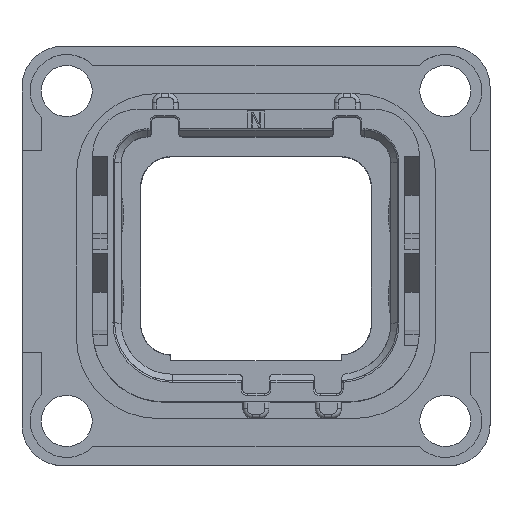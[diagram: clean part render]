
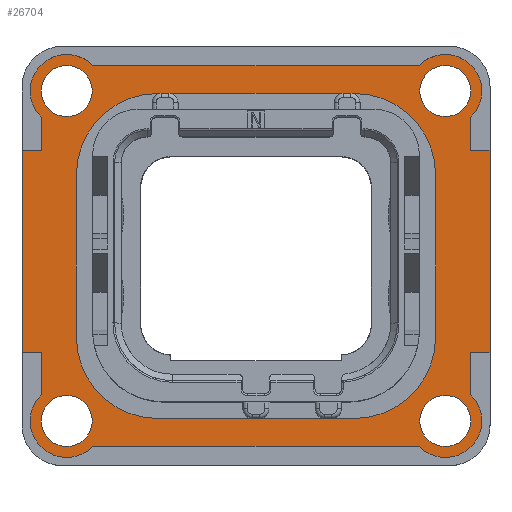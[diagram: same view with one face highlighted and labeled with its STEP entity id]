
A CAD part, top view. The second image highlights one B-rep face of the part: STEP entity #26704.
In plain terms, the highlighted planar face has unit normal (0, 0, 1).
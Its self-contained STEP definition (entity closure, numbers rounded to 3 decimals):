
#97=DIRECTION('',(0.,-1.,0.));
#98=VECTOR('',#97,12.45);
#99=CARTESIAN_POINT('',(-14.4,6.5,1.5));
#100=LINE('',#99,#98);
#160=CARTESIAN_POINT('',(-11.65,10.15,1.5));
#161=DIRECTION('',(0.,0.,1.));
#162=DIRECTION('',(0.716,0.698,0.));
#163=AXIS2_PLACEMENT_3D('',#160,#161,#162);
#173=CARTESIAN_POINT('',(11.65,10.15,1.5));
#174=DIRECTION('',(0.,0.,1.));
#175=DIRECTION('',(0.698,-0.716,0.));
#176=AXIS2_PLACEMENT_3D('',#173,#174,#175);
#183=DIRECTION('',(0.,1.,0.));
#184=VECTOR('',#183,2.588);
#185=CARTESIAN_POINT('',(13.22,-8.538,1.5));
#186=LINE('',#185,#184);
#187=DIRECTION('',(1.,0.,0.));
#188=VECTOR('',#187,20.077);
#189=CARTESIAN_POINT('',(-10.038,-11.72,1.5));
#190=LINE('',#189,#188);
#191=DIRECTION('',(0.,-1.,0.));
#192=VECTOR('',#191,2.588);
#193=CARTESIAN_POINT('',(-13.22,-5.95,1.5));
#194=LINE('',#193,#192);
#195=DIRECTION('',(1.,0.,0.));
#196=VECTOR('',#195,1.18);
#197=CARTESIAN_POINT('',(-14.4,-5.95,1.5));
#198=LINE('',#197,#196);
#199=DIRECTION('',(-1.,0.,0.));
#200=VECTOR('',#199,1.18);
#201=CARTESIAN_POINT('',(-13.22,6.5,1.5));
#202=LINE('',#201,#200);
#203=DIRECTION('',(0.,-1.,0.));
#204=VECTOR('',#203,2.038);
#205=CARTESIAN_POINT('',(-13.22,8.538,1.5));
#206=LINE('',#205,#204);
#207=DIRECTION('',(-1.,0.,0.));
#208=VECTOR('',#207,20.077);
#209=CARTESIAN_POINT('',(10.038,11.72,1.5));
#210=LINE('',#209,#208);
#211=DIRECTION('',(0.,1.,0.));
#212=VECTOR('',#211,2.038);
#213=CARTESIAN_POINT('',(13.22,6.5,1.5));
#214=LINE('',#213,#212);
#215=DIRECTION('',(-1.,0.,0.));
#216=VECTOR('',#215,1.18);
#217=CARTESIAN_POINT('',(14.4,6.5,1.5));
#218=LINE('',#217,#216);
#219=DIRECTION('',(1.,0.,0.));
#220=VECTOR('',#219,1.18);
#221=CARTESIAN_POINT('',(13.22,-5.95,1.5));
#222=LINE('',#221,#220);
#223=CARTESIAN_POINT('',(11.65,-10.15,1.5));
#224=DIRECTION('',(0.,0.,1.));
#225=DIRECTION('',(-1.,0.,0.));
#226=AXIS2_PLACEMENT_3D('',#223,#224,#225);
#228=CARTESIAN_POINT('',(-11.65,-10.15,1.5));
#229=DIRECTION('',(0.,0.,1.));
#230=DIRECTION('',(-1.,0.,0.));
#231=AXIS2_PLACEMENT_3D('',#228,#229,#230);
#233=CARTESIAN_POINT('',(-11.65,10.15,1.5));
#234=DIRECTION('',(0.,0.,1.));
#235=DIRECTION('',(1.,0.,0.));
#236=AXIS2_PLACEMENT_3D('',#233,#234,#235);
#238=CARTESIAN_POINT('',(11.65,10.15,1.5));
#239=DIRECTION('',(0.,0.,1.));
#240=DIRECTION('',(1.,0.,0.));
#241=AXIS2_PLACEMENT_3D('',#238,#239,#240);
#243=CARTESIAN_POINT('',(6.05,5.,1.5));
#244=DIRECTION('',(0.,0.,-1.));
#245=DIRECTION('',(0.,1.,0.));
#246=AXIS2_PLACEMENT_3D('',#243,#244,#245);
#248=DIRECTION('',(1.,0.,0.));
#249=VECTOR('',#248,12.1);
#250=CARTESIAN_POINT('',(-6.05,10.,1.5));
#251=LINE('',#250,#249);
#252=CARTESIAN_POINT('',(-6.05,5.,1.5));
#253=DIRECTION('',(0.,0.,-1.));
#254=DIRECTION('',(-1.,0.,0.));
#255=AXIS2_PLACEMENT_3D('',#252,#253,#254);
#257=DIRECTION('',(0.,1.,0.));
#258=VECTOR('',#257,10.);
#259=CARTESIAN_POINT('',(-11.05,-5.,1.5));
#260=LINE('',#259,#258);
#261=CARTESIAN_POINT('',(-6.05,-5.,1.5));
#262=DIRECTION('',(0.,0.,-1.));
#263=DIRECTION('',(0.,-1.,0.));
#264=AXIS2_PLACEMENT_3D('',#261,#262,#263);
#266=DIRECTION('',(-1.,0.,0.));
#267=VECTOR('',#266,12.1);
#268=CARTESIAN_POINT('',(6.05,-10.,1.5));
#269=LINE('',#268,#267);
#270=CARTESIAN_POINT('',(6.05,-5.,1.5));
#271=DIRECTION('',(0.,0.,-1.));
#272=DIRECTION('',(1.,0.,0.));
#273=AXIS2_PLACEMENT_3D('',#270,#271,#272);
#275=DIRECTION('',(0.,-1.,0.));
#276=VECTOR('',#275,10.);
#277=CARTESIAN_POINT('',(11.05,5.,1.5));
#278=LINE('',#277,#276);
#283=CARTESIAN_POINT('',(11.65,-10.15,1.5));
#284=DIRECTION('',(0.,0.,1.));
#285=DIRECTION('',(-0.716,-0.698,0.));
#286=AXIS2_PLACEMENT_3D('',#283,#284,#285);
#340=CARTESIAN_POINT('',(-11.65,-10.15,1.5));
#341=DIRECTION('',(0.,0.,1.));
#342=DIRECTION('',(-0.698,0.716,0.));
#343=AXIS2_PLACEMENT_3D('',#340,#341,#342);
#369=DIRECTION('',(0.,1.,0.));
#370=VECTOR('',#369,12.45);
#371=CARTESIAN_POINT('',(14.4,-5.95,1.5));
#372=LINE('',#371,#370);
#425=CARTESIAN_POINT('',(11.65,-10.15,1.5));
#426=DIRECTION('',(0.,0.,1.));
#427=DIRECTION('',(1.,0.,0.));
#428=AXIS2_PLACEMENT_3D('',#425,#426,#427);
#430=CARTESIAN_POINT('',(-11.65,-10.15,1.5));
#431=DIRECTION('',(0.,0.,1.));
#432=DIRECTION('',(1.,0.,0.));
#433=AXIS2_PLACEMENT_3D('',#430,#431,#432);
#451=CARTESIAN_POINT('',(-11.65,10.15,1.5));
#452=DIRECTION('',(0.,0.,1.));
#453=DIRECTION('',(-1.,0.,0.));
#454=AXIS2_PLACEMENT_3D('',#451,#452,#453);
#456=CARTESIAN_POINT('',(11.65,10.15,1.5));
#457=DIRECTION('',(0.,0.,1.));
#458=DIRECTION('',(-1.,0.,0.));
#459=AXIS2_PLACEMENT_3D('',#456,#457,#458);
#22839=CARTESIAN_POINT('',(-6.05,10.,1.5));
#22840=CARTESIAN_POINT('',(6.05,10.,1.5));
#22841=VERTEX_POINT('',#22839);
#22842=VERTEX_POINT('',#22840);
#22843=CARTESIAN_POINT('',(11.05,-5.,1.5));
#22844=CARTESIAN_POINT('',(6.05,-10.,1.5));
#22845=VERTEX_POINT('',#22843);
#22846=VERTEX_POINT('',#22844);
#22847=CARTESIAN_POINT('',(11.05,5.,1.5));
#22848=VERTEX_POINT('',#22847);
#22849=CARTESIAN_POINT('',(-11.05,5.,1.5));
#22850=VERTEX_POINT('',#22849);
#22851=CARTESIAN_POINT('',(-11.05,-5.,1.5));
#22852=VERTEX_POINT('',#22851);
#22853=CARTESIAN_POINT('',(-6.05,-10.,1.5));
#22854=VERTEX_POINT('',#22853);
#22901=CARTESIAN_POINT('',(14.4,-5.95,1.5));
#22902=CARTESIAN_POINT('',(14.4,6.5,1.5));
#22903=VERTEX_POINT('',#22901);
#22904=VERTEX_POINT('',#22902);
#22905=CARTESIAN_POINT('',(-14.4,6.5,1.5));
#22906=CARTESIAN_POINT('',(-14.4,-5.95,1.5));
#22907=VERTEX_POINT('',#22905);
#22908=VERTEX_POINT('',#22906);
#22909=CARTESIAN_POINT('',(10.08,10.15,1.5));
#22910=VERTEX_POINT('',#22909);
#22911=CARTESIAN_POINT('',(-10.08,10.15,1.5));
#22912=VERTEX_POINT('',#22911);
#22913=CARTESIAN_POINT('',(-10.08,-10.15,1.5));
#22914=VERTEX_POINT('',#22913);
#22915=CARTESIAN_POINT('',(10.08,-10.15,1.5));
#22916=VERTEX_POINT('',#22915);
#22917=CARTESIAN_POINT('',(-13.22,6.5,1.5));
#22918=VERTEX_POINT('',#22917);
#22919=CARTESIAN_POINT('',(13.22,6.5,1.5));
#22920=VERTEX_POINT('',#22919);
#22921=CARTESIAN_POINT('',(-13.22,-5.95,1.5));
#22922=VERTEX_POINT('',#22921);
#23333=CARTESIAN_POINT('',(13.22,-5.95,1.5));
#23334=VERTEX_POINT('',#23333);
#23888=CARTESIAN_POINT('',(13.22,8.538,1.5));
#23890=VERTEX_POINT('',#23888);
#23892=CARTESIAN_POINT('',(-10.038,-11.72,1.5));
#23894=VERTEX_POINT('',#23892);
#23896=CARTESIAN_POINT('',(10.038,-11.72,1.5));
#23898=VERTEX_POINT('',#23896);
#23900=CARTESIAN_POINT('',(-13.22,-8.538,1.5));
#23902=VERTEX_POINT('',#23900);
#23904=CARTESIAN_POINT('',(-10.038,11.72,1.5));
#23906=VERTEX_POINT('',#23904);
#23908=CARTESIAN_POINT('',(10.038,11.72,1.5));
#23910=VERTEX_POINT('',#23908);
#23912=CARTESIAN_POINT('',(-13.22,8.538,1.5));
#23914=VERTEX_POINT('',#23912);
#23916=CARTESIAN_POINT('',(13.22,-8.538,1.5));
#23918=VERTEX_POINT('',#23916);
#23920=CARTESIAN_POINT('',(13.22,10.15,1.5));
#23921=VERTEX_POINT('',#23920);
#23922=CARTESIAN_POINT('',(-13.22,10.15,1.5));
#23923=VERTEX_POINT('',#23922);
#23924=CARTESIAN_POINT('',(-13.22,-10.15,1.5));
#23925=VERTEX_POINT('',#23924);
#23926=CARTESIAN_POINT('',(13.22,-10.15,1.5));
#23927=VERTEX_POINT('',#23926);
#26627=CARTESIAN_POINT('',(0.,0.,1.5));
#26628=DIRECTION('',(0.,0.,1.));
#26629=DIRECTION('',(1.,0.,0.));
#26630=AXIS2_PLACEMENT_3D('',#26627,#26628,#26629);
#26631=PLANE('',#26630);
#26633=ORIENTED_EDGE('',*,*,#26632,.F.);
#26635=ORIENTED_EDGE('',*,*,#26634,.F.);
#26637=ORIENTED_EDGE('',*,*,#26636,.F.);
#26639=ORIENTED_EDGE('',*,*,#26638,.F.);
#26641=ORIENTED_EDGE('',*,*,#26640,.F.);
#26643=ORIENTED_EDGE('',*,*,#26642,.F.);
#26644=ORIENTED_EDGE('',*,*,#26540,.F.);
#26646=ORIENTED_EDGE('',*,*,#26645,.F.);
#26648=ORIENTED_EDGE('',*,*,#26647,.F.);
#26649=ORIENTED_EDGE('',*,*,#26592,.F.);
#26650=ORIENTED_EDGE('',*,*,#26608,.F.);
#26651=ORIENTED_EDGE('',*,*,#26618,.F.);
#26653=ORIENTED_EDGE('',*,*,#26652,.F.);
#26655=ORIENTED_EDGE('',*,*,#26654,.F.);
#26657=ORIENTED_EDGE('',*,*,#26656,.F.);
#26659=ORIENTED_EDGE('',*,*,#26658,.F.);
#26660=EDGE_LOOP('',(#26633,#26635,#26637,#26639,#26641,#26643,#26644,#26646,
#26648,#26649,#26650,#26651,#26653,#26655,#26657,#26659));
#26661=FACE_OUTER_BOUND('',#26660,.F.);
#26663=ORIENTED_EDGE('',*,*,#26662,.T.);
#26665=ORIENTED_EDGE('',*,*,#26664,.T.);
#26666=EDGE_LOOP('',(#26663,#26665));
#26667=FACE_BOUND('',#26666,.F.);
#26669=ORIENTED_EDGE('',*,*,#26668,.T.);
#26671=ORIENTED_EDGE('',*,*,#26670,.T.);
#26672=EDGE_LOOP('',(#26669,#26671));
#26673=FACE_BOUND('',#26672,.F.);
#26675=ORIENTED_EDGE('',*,*,#26674,.T.);
#26677=ORIENTED_EDGE('',*,*,#26676,.T.);
#26678=EDGE_LOOP('',(#26675,#26677));
#26679=FACE_BOUND('',#26678,.F.);
#26681=ORIENTED_EDGE('',*,*,#26680,.T.);
#26683=ORIENTED_EDGE('',*,*,#26682,.T.);
#26684=EDGE_LOOP('',(#26681,#26683));
#26685=FACE_BOUND('',#26684,.F.);
#26687=ORIENTED_EDGE('',*,*,#26686,.F.);
#26689=ORIENTED_EDGE('',*,*,#26688,.F.);
#26691=ORIENTED_EDGE('',*,*,#26690,.F.);
#26693=ORIENTED_EDGE('',*,*,#26692,.F.);
#26695=ORIENTED_EDGE('',*,*,#26694,.F.);
#26697=ORIENTED_EDGE('',*,*,#26696,.F.);
#26699=ORIENTED_EDGE('',*,*,#26698,.F.);
#26701=ORIENTED_EDGE('',*,*,#26700,.F.);
#26702=EDGE_LOOP('',(#26687,#26689,#26691,#26693,#26695,#26697,#26699,#26701));
#26703=FACE_BOUND('',#26702,.F.);
#26704=ADVANCED_FACE('',(#26661,#26667,#26673,#26679,#26685,#26703),#26631,.T.);
#164=CIRCLE('',#163,2.25);
#177=CIRCLE('',#176,2.25);
#227=CIRCLE('',#226,1.57);
#232=CIRCLE('',#231,1.57);
#237=CIRCLE('',#236,1.57);
#242=CIRCLE('',#241,1.57);
#247=CIRCLE('',#246,5.);
#256=CIRCLE('',#255,5.);
#265=CIRCLE('',#264,5.);
#274=CIRCLE('',#273,5.);
#287=CIRCLE('',#286,2.25);
#344=CIRCLE('',#343,2.25);
#429=CIRCLE('',#428,1.57);
#434=CIRCLE('',#433,1.57);
#455=CIRCLE('',#454,1.57);
#460=CIRCLE('',#459,1.57);
#26540=EDGE_CURVE('',#22907,#22908,#100,.T.);
#26592=EDGE_CURVE('',#23906,#23914,#164,.T.);
#26608=EDGE_CURVE('',#23910,#23906,#210,.T.);
#26618=EDGE_CURVE('',#23890,#23910,#177,.T.);
#26632=EDGE_CURVE('',#23918,#23334,#186,.T.);
#26634=EDGE_CURVE('',#23898,#23918,#287,.T.);
#26636=EDGE_CURVE('',#23894,#23898,#190,.T.);
#26638=EDGE_CURVE('',#23902,#23894,#344,.T.);
#26640=EDGE_CURVE('',#22922,#23902,#194,.T.);
#26642=EDGE_CURVE('',#22908,#22922,#198,.T.);
#26645=EDGE_CURVE('',#22918,#22907,#202,.T.);
#26647=EDGE_CURVE('',#23914,#22918,#206,.T.);
#26652=EDGE_CURVE('',#22920,#23890,#214,.T.);
#26654=EDGE_CURVE('',#22904,#22920,#218,.T.);
#26656=EDGE_CURVE('',#22903,#22904,#372,.T.);
#26658=EDGE_CURVE('',#23334,#22903,#222,.T.);
#26662=EDGE_CURVE('',#22916,#23927,#227,.T.);
#26664=EDGE_CURVE('',#23927,#22916,#429,.T.);
#26668=EDGE_CURVE('',#22914,#23925,#434,.T.);
#26670=EDGE_CURVE('',#23925,#22914,#232,.T.);
#26674=EDGE_CURVE('',#22912,#23923,#237,.T.);
#26676=EDGE_CURVE('',#23923,#22912,#455,.T.);
#26680=EDGE_CURVE('',#22910,#23921,#460,.T.);
#26682=EDGE_CURVE('',#23921,#22910,#242,.T.);
#26686=EDGE_CURVE('',#22842,#22848,#247,.T.);
#26688=EDGE_CURVE('',#22841,#22842,#251,.T.);
#26690=EDGE_CURVE('',#22850,#22841,#256,.T.);
#26692=EDGE_CURVE('',#22852,#22850,#260,.T.);
#26694=EDGE_CURVE('',#22854,#22852,#265,.T.);
#26696=EDGE_CURVE('',#22846,#22854,#269,.T.);
#26698=EDGE_CURVE('',#22845,#22846,#274,.T.);
#26700=EDGE_CURVE('',#22848,#22845,#278,.T.);
